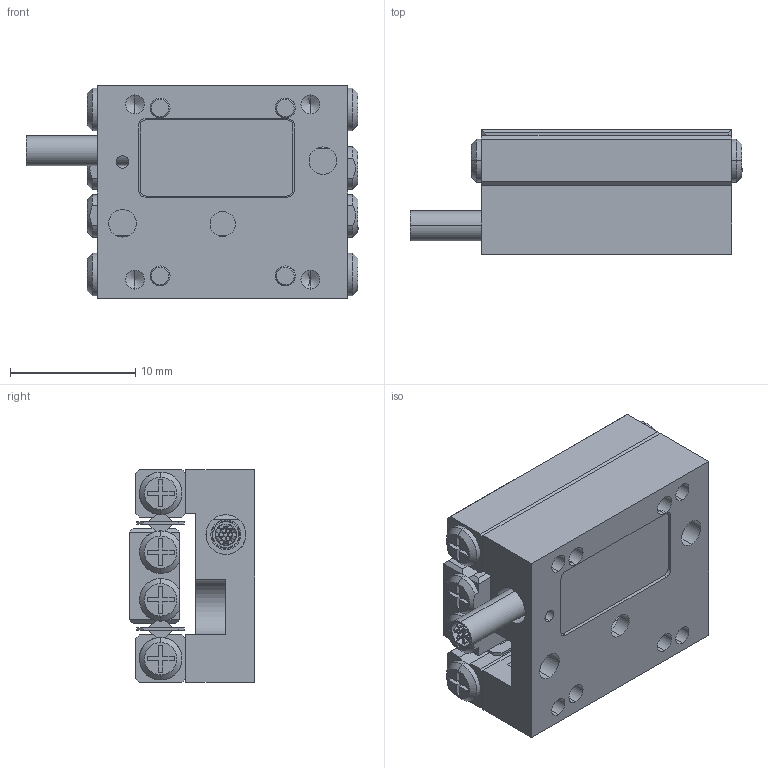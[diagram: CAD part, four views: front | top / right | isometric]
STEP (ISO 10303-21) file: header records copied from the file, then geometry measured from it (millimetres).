
FILE_DESCRIPTION (( 'STEP AP214' ), '1' );
FILE_NAME ('PP-18-11300.STEP', '2022-01-19T01:00:29', ( '' ), ( '' ), 'SwSTEP 2.0', 'SolidWorks 2020', '' );
FILE_SCHEMA (( 'AUTOMOTIVE_DESIGN' ));
Length unit declared in the file: millimetre
Products named in the file (9): PPS-20, Back Cover, Master Part; 130160 Bearing, NB, Slide Way, SVW 1000_SVW 1020-6Z Custom (Rigid at Center); PP-18, Base, Master Part_20; NB Slide Way SVW 1000 Center Way_SVW 1020; TFC-421 Silver Braided Cable_L10; SCREW, MS-PPH, M-JCIS_M1.6 x 0.35 x 4mm; NB Slide Way SVW 1000 Cage_SVW 1020-6Z Custom; NB Slide Way SVW 1000 Rail_SVW 1020; PP-18-11300
Assembly tree (13 placements, depth 3):
  PP-18-11300
    PP-18, Base, Master Part_20
    130160 Bearing, NB, Slide Way, SVW 1000_SVW 1020-6Z Custom (Rigid at Center)
      NB Slide Way SVW 1000 Rail_SVW 1020  x2
      NB Slide Way SVW 1000 Center Way_SVW 1020
      NB Slide Way SVW 1000 Cage_SVW 1020-6Z Custom  x2
    PPS-20, Back Cover, Master Part
    SCREW, MS-PPH, M-JCIS_M1.6 x 0.35 x 4mm  x4
    TFC-421 Silver Braided Cable_L10
Bounding box: 26.5 x 10 x 17 mm (x, y, z)
Volume: 2339.2 mm3; surface area: 3895.1 mm2
Topology: 25 solids, 25 shells, 585 faces, 1465 edges, 948 vertices
Faces by surface type: plane 376, cylinder 129, cone 32, torus 24, bspline 24
Entity records: 51169 total; most frequent: CARTESIAN_POINT 39805, ORIENTED_EDGE 2002, DIRECTION 1997, EDGE_CURVE 1001, LINE 675, VECTOR 675, AXIS2_PLACEMENT_3D 661, VERTEX_POINT 652
